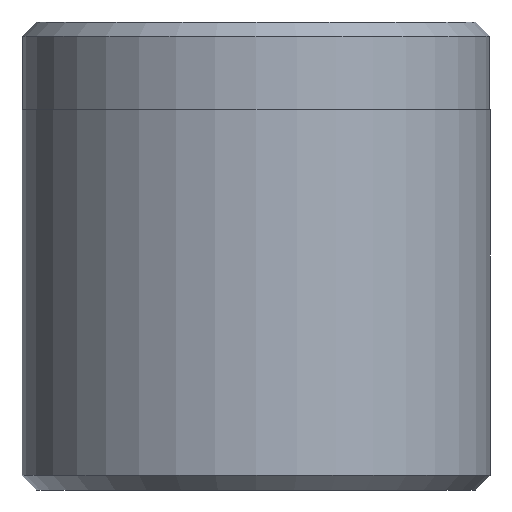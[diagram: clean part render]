
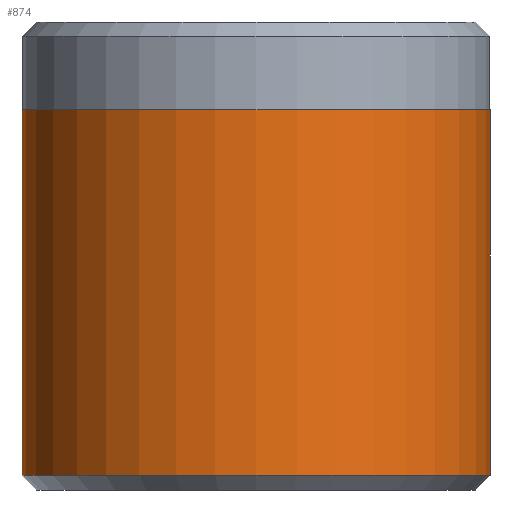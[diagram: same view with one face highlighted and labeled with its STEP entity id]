
A CAD part, front view. The second image highlights one B-rep face of the part: STEP entity #874.
In plain terms, the highlighted cylindrical face has radius 8 mm (diameter 16 mm), a partial arc.
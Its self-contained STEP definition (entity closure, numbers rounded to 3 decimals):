
#45 = EDGE_CURVE ( 'NONE', #612, #1043, #749, .T. ) ;
#65 = ORIENTED_EDGE ( 'NONE', *, *, #187, .F. ) ;
#85 = DIRECTION ( 'NONE',  ( 0., 0., -1. ) ) ;
#140 = EDGE_CURVE ( 'NONE', #1068, #1332, #1091, .T. ) ;
#187 = EDGE_CURVE ( 'NONE', #612, #1068, #1287, .T. ) ;
#251 = DIRECTION ( 'NONE',  ( 0., 0., 1. ) ) ;
#282 = CARTESIAN_POINT ( 'NONE',  ( -8., 0., 13. ) ) ;
#309 = CARTESIAN_POINT ( 'NONE',  ( 0., 0., 0.5 ) ) ;
#325 = ORIENTED_EDGE ( 'NONE', *, *, #140, .F. ) ;
#379 = EDGE_CURVE ( 'NONE', #1043, #1332, #775, .T. ) ;
#387 = VECTOR ( 'NONE', #1542, 1000. ) ;
#436 = DIRECTION ( 'NONE',  ( 1., 0., 0. ) ) ;
#544 = FACE_OUTER_BOUND ( 'NONE', #835, .T. ) ;
#577 = AXIS2_PLACEMENT_3D ( 'NONE', #920, #85, #1634 ) ;
#612 = VERTEX_POINT ( 'NONE', #282 ) ;
#647 = DIRECTION ( 'NONE',  ( 0., 0., -1. ) ) ;
#674 = VECTOR ( 'NONE', #647, 1000. ) ;
#749 = LINE ( 'NONE', #1551, #387 ) ;
#775 = CIRCLE ( 'NONE', #927, 8. ) ;
#835 = EDGE_LOOP ( 'NONE', ( #325, #65, #1541, #854 ) ) ;
#854 = ORIENTED_EDGE ( 'NONE', *, *, #379, .T. ) ;
#874 = ADVANCED_FACE ( 'NONE', ( #544 ), #1630, .T. ) ;
#920 = CARTESIAN_POINT ( 'NONE',  ( 0., 0., 16. ) ) ;
#927 = AXIS2_PLACEMENT_3D ( 'NONE', #309, #1282, #436 ) ;
#969 = AXIS2_PLACEMENT_3D ( 'NONE', #1084, #251, #1228 ) ;
#1043 = VERTEX_POINT ( 'NONE', #1053 ) ;
#1053 = CARTESIAN_POINT ( 'NONE',  ( -8., 0., 0.5 ) ) ;
#1068 = VERTEX_POINT ( 'NONE', #1483 ) ;
#1084 = CARTESIAN_POINT ( 'NONE',  ( 0., 0., 13. ) ) ;
#1091 = LINE ( 'NONE', #1407, #674 ) ;
#1228 = DIRECTION ( 'NONE',  ( 1., 0., 0. ) ) ;
#1282 = DIRECTION ( 'NONE',  ( 0., 0., 1. ) ) ;
#1287 = CIRCLE ( 'NONE', #969, 8. ) ;
#1332 = VERTEX_POINT ( 'NONE', #1576 ) ;
#1407 = CARTESIAN_POINT ( 'NONE',  ( 8., 0., 16. ) ) ;
#1483 = CARTESIAN_POINT ( 'NONE',  ( 8., 0., 13. ) ) ;
#1541 = ORIENTED_EDGE ( 'NONE', *, *, #45, .T. ) ;
#1542 = DIRECTION ( 'NONE',  ( 0., 0., -1. ) ) ;
#1551 = CARTESIAN_POINT ( 'NONE',  ( -8., 0., 16. ) ) ;
#1576 = CARTESIAN_POINT ( 'NONE',  ( 8., 0., 0.5 ) ) ;
#1630 = CYLINDRICAL_SURFACE ( 'NONE', #577, 8. ) ;
#1634 = DIRECTION ( 'NONE',  ( -1., 0., 0. ) ) ;
